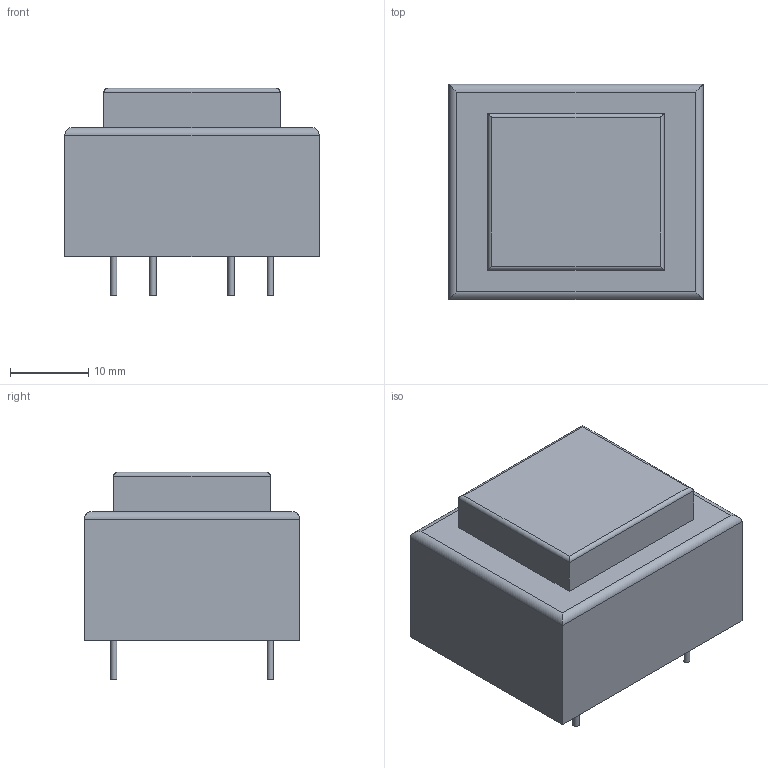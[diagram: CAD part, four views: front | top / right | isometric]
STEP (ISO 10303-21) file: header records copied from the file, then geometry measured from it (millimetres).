
FILE_DESCRIPTION(('FreeCAD Model'),'2;1');
FILE_NAME('Open CASCADE Shape Model','2024-01-01T17:18:22',(''),(''), 'Open CASCADE STEP processor 7.6','FreeCAD','Unknown');
FILE_SCHEMA(('AUTOMOTIVE_DESIGN { 1 0 10303 214 1 1 1 1 }'));
Length unit declared in the file: millimetre
Products named in the file (6): ____________________; Корпус; pad1; pad5; pad9; pad7
Assembly tree (5 placements, depth 2):
  ____________________
    Корпус
    pad1
    pad5
    pad9
    pad7
Bounding box: 32.5 x 27.5 x 26.5 mm (x, y, z)
Volume: 16977 mm3; surface area: 4176.3 mm2
Topology: 5 solids, 5 shells, 31 faces, 52 edges, 32 vertices
Faces by surface type: plane 19, cylinder 12
Full cylindrical faces by diameter (mm): 0.8 x4
Entity records: 1619 total; most frequent: CARTESIAN_POINT 337, DIRECTION 230, LINE 116, VECTOR 116, ORIENTED_EDGE 104, PCURVE 104, DEFINITIONAL_REPRESENTATION 104, AXIS2_PLACEMENT_3D 53
